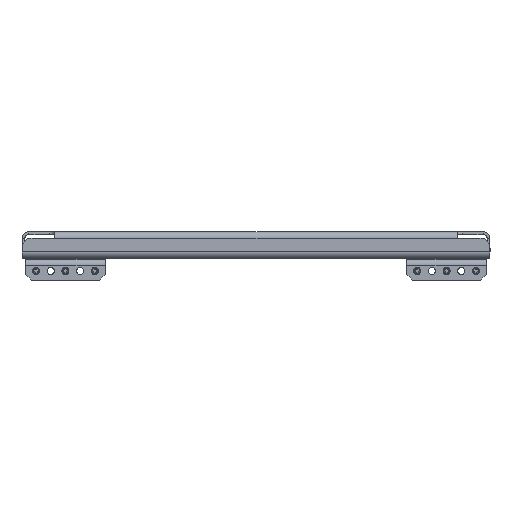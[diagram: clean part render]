
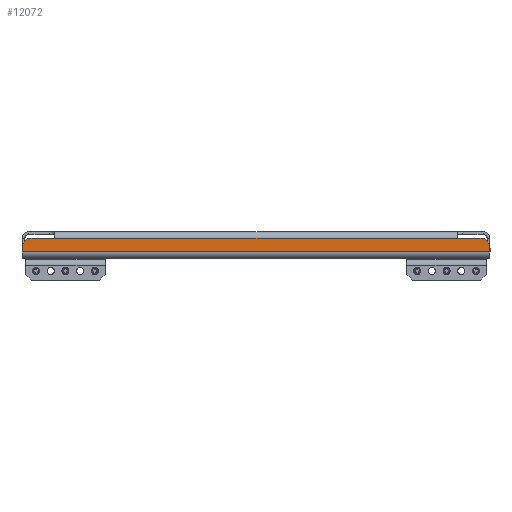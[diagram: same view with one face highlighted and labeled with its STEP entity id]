
A CAD part, left-side view. The second image highlights one B-rep face of the part: STEP entity #12072.
In plain terms, the highlighted planar face has unit normal (-1, 0, 0).
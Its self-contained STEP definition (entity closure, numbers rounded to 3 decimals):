
#171 = PLANE ( 'NONE',  #6329 ) ;
#294 = DIRECTION ( 'NONE',  ( 1., 0., 0. ) ) ;
#301 = ORIENTED_EDGE ( 'NONE', *, *, #6753, .T. ) ;
#432 = VERTEX_POINT ( 'NONE', #6610 ) ;
#511 = DIRECTION ( 'NONE',  ( 0., -1., 0. ) ) ;
#646 = CARTESIAN_POINT ( 'NONE',  ( -249.5, -194.5, -3.3 ) ) ;
#1340 = VECTOR ( 'NONE', #6064, 1000. ) ;
#1483 = CARTESIAN_POINT ( 'NONE',  ( -249.5, -199.5, 0. ) ) ;
#2047 = CARTESIAN_POINT ( 'NONE',  ( -249.5, 199.5, -8.3 ) ) ;
#2143 = EDGE_CURVE ( 'NONE', #9520, #10065, #5096, .T. ) ;
#2251 = VECTOR ( 'NONE', #3545, 1000. ) ;
#2364 = VECTOR ( 'NONE', #9226, 1000. ) ;
#2495 = CARTESIAN_POINT ( 'NONE',  ( -249.5, 194.5, -3.3 ) ) ;
#2863 = VECTOR ( 'NONE', #7041, 1000. ) ;
#3123 = ORIENTED_EDGE ( 'NONE', *, *, #5235, .T. ) ;
#3228 = LINE ( 'NONE', #1483, #2251 ) ;
#3250 = CARTESIAN_POINT ( 'NONE',  ( -249.5, 199.5, -14.7 ) ) ;
#3428 = VECTOR ( 'NONE', #8462, 1000. ) ;
#3506 = VERTEX_POINT ( 'NONE', #646 ) ;
#3545 = DIRECTION ( 'NONE',  ( 0., 0., 1. ) ) ;
#3964 = ORIENTED_EDGE ( 'NONE', *, *, #9564, .F. ) ;
#3999 = LINE ( 'NONE', #6337, #10857 ) ;
#4370 = VERTEX_POINT ( 'NONE', #7577 ) ;
#4408 = DIRECTION ( 'NONE',  ( 0., 0.707, 0.707 ) ) ;
#4577 = DIRECTION ( 'NONE',  ( 0., 0.707, -0.707 ) ) ;
#4671 = CARTESIAN_POINT ( 'NONE',  ( -249.5, -199.5, -3.3 ) ) ;
#4867 = LINE ( 'NONE', #6331, #3428 ) ;
#5096 = LINE ( 'NONE', #8154, #2364 ) ;
#5235 = EDGE_CURVE ( 'NONE', #5246, #432, #11092, .T. ) ;
#5246 = VERTEX_POINT ( 'NONE', #9195 ) ;
#6064 = DIRECTION ( 'NONE',  ( 0., 1., 0. ) ) ;
#6212 = ORIENTED_EDGE ( 'NONE', *, *, #12639, .T. ) ;
#6329 = AXIS2_PLACEMENT_3D ( 'NONE', #9513, #294, #11418 ) ;
#6331 = CARTESIAN_POINT ( 'NONE',  ( -249.5, -199.5, -3.3 ) ) ;
#6337 = CARTESIAN_POINT ( 'NONE',  ( -249.5, -199.5, -8.3 ) ) ;
#6430 = LINE ( 'NONE', #2495, #8503 ) ;
#6610 = CARTESIAN_POINT ( 'NONE',  ( -249.5, 171.5, -3.3 ) ) ;
#6753 = EDGE_CURVE ( 'NONE', #4370, #11862, #3228, .T. ) ;
#7041 = DIRECTION ( 'NONE',  ( 0., -1., 0. ) ) ;
#7577 = CARTESIAN_POINT ( 'NONE',  ( -249.5, -199.5, -14.7 ) ) ;
#7775 = VECTOR ( 'NONE', #511, 1000. ) ;
#7953 = VERTEX_POINT ( 'NONE', #12054 ) ;
#7967 = FACE_OUTER_BOUND ( 'NONE', #8280, .T. ) ;
#8058 = ORIENTED_EDGE ( 'NONE', *, *, #2143, .T. ) ;
#8154 = CARTESIAN_POINT ( 'NONE',  ( -249.5, 199.5, 0. ) ) ;
#8280 = EDGE_LOOP ( 'NONE', ( #301, #8936, #3964, #3123, #10528, #11812, #8058, #6212 ) ) ;
#8462 = DIRECTION ( 'NONE',  ( 0., -1., 0. ) ) ;
#8503 = VECTOR ( 'NONE', #4577, 1000. ) ;
#8936 = ORIENTED_EDGE ( 'NONE', *, *, #12045, .T. ) ;
#8977 = CARTESIAN_POINT ( 'NONE',  ( -249.5, 199.5, -14.7 ) ) ;
#9195 = CARTESIAN_POINT ( 'NONE',  ( -249.5, -171.5, -3.3 ) ) ;
#9226 = DIRECTION ( 'NONE',  ( 0., 0., -1. ) ) ;
#9513 = CARTESIAN_POINT ( 'NONE',  ( -249.5, 0., 0. ) ) ;
#9520 = VERTEX_POINT ( 'NONE', #2047 ) ;
#9564 = EDGE_CURVE ( 'NONE', #5246, #3506, #4867, .T. ) ;
#9747 = EDGE_CURVE ( 'NONE', #7953, #9520, #6430, .T. ) ;
#10038 = LINE ( 'NONE', #8977, #2863 ) ;
#10065 = VERTEX_POINT ( 'NONE', #3250 ) ;
#10528 = ORIENTED_EDGE ( 'NONE', *, *, #13154, .F. ) ;
#10857 = VECTOR ( 'NONE', #4408, 1000. ) ;
#11092 = LINE ( 'NONE', #12195, #1340 ) ;
#11418 = DIRECTION ( 'NONE',  ( 0., 0., -1. ) ) ;
#11812 = ORIENTED_EDGE ( 'NONE', *, *, #9747, .T. ) ;
#11862 = VERTEX_POINT ( 'NONE', #13005 ) ;
#11986 = LINE ( 'NONE', #4671, #7775 ) ;
#12045 = EDGE_CURVE ( 'NONE', #11862, #3506, #3999, .T. ) ;
#12054 = CARTESIAN_POINT ( 'NONE',  ( -249.5, 194.5, -3.3 ) ) ;
#12072 = ADVANCED_FACE ( 'NONE', ( #7967 ), #171, .F. ) ;
#12195 = CARTESIAN_POINT ( 'NONE',  ( -249.5, 171.5, -3.3 ) ) ;
#12639 = EDGE_CURVE ( 'NONE', #10065, #4370, #10038, .T. ) ;
#13005 = CARTESIAN_POINT ( 'NONE',  ( -249.5, -199.5, -8.3 ) ) ;
#13154 = EDGE_CURVE ( 'NONE', #7953, #432, #11986, .T. ) ;
